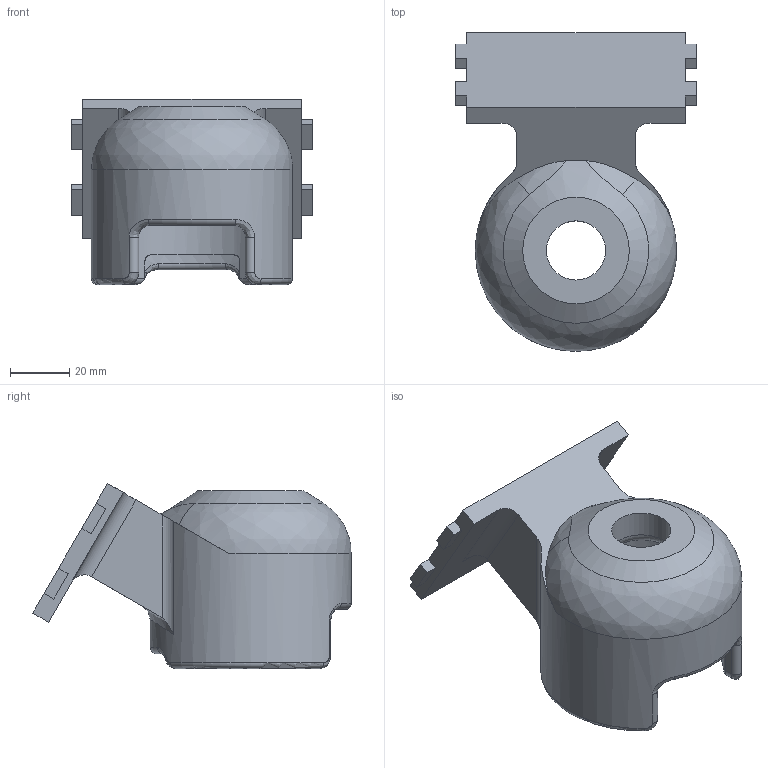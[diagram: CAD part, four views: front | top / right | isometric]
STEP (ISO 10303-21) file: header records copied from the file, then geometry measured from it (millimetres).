
FILE_DESCRIPTION(/* description */ (''),/* implementation_level */ '2;1');
FILE_NAME(/* name */ 'Hex Driver.step',/* time_stamp */ '2024-05-07T10:43:11-04:00',/* author */ (''),/* organization */ (''),/* preprocessor_version */ 'ST-DEVELOPER v20',/* originating_system */ 'Autodesk Translation Framework v12.20.1.177',/* authorisation */ '');
FILE_SCHEMA (('AUTOMOTIVE_DESIGN { 1 0 10303 214 3 1 1 }'));
Length unit declared in the file: millimetre
Products named in the file (1): M12 2401-20 Wall Control
Bounding box: 81.4 x 107.65 x 62.56 mm (x, y, z)
Volume: 126587.2 mm3; surface area: 33991.6 mm2
Topology: 1 solids, 1 shells, 92 faces, 239 edges, 149 vertices
Faces by surface type: plane 36, cylinder 23, bspline 22, torus 10, cone 1
Full cylindrical faces by diameter (mm): 20 x1, 55.5 x1, 68 x1
Entity records: 3626 total; most frequent: CARTESIAN_POINT 1460, ORIENTED_EDGE 478, DIRECTION 399, EDGE_CURVE 239, VERTEX_POINT 149, AXIS2_PLACEMENT_3D 144, LINE 111, VECTOR 111
